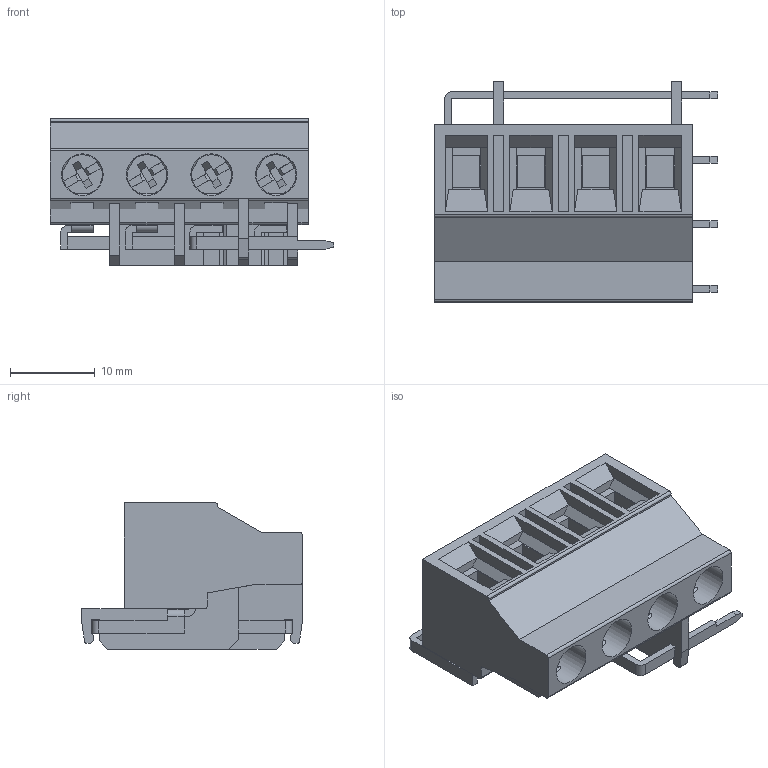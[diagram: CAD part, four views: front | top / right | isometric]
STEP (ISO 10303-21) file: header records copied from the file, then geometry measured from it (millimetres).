
FILE_DESCRIPTION(('STEP AP214'),'1');
FILE_NAME('MV474-7,62-S.stp','2020-06-19T12:26:01',(' '),(' '),'Spatial InterOp 3D',' ',' ');
FILE_SCHEMA(('AUTOMOTIVE_DESIGN { 1 0 10303 214 1 1 1 1 }'));
Length unit declared in the file: metre
Products named in the file (1): 1592574972
Bounding box: 33.48 x 26 x 17.3 mm (x, y, z)
Volume: 5922.7 mm3; surface area: 5083.7 mm2
Topology: 1 solids, 1 shells, 498 faces, 1352 edges, 882 vertices
Faces by surface type: plane 440, cylinder 57, extrusion 1
Full cylindrical faces by diameter (mm): 4.7 x4, 4.9 x4
Entity records: 19639 total; most frequent: CARTESIAN_POINT 2989, ORIENTED_EDGE 2680, DIRECTION 2457, EDGE_CURVE 1340, VECTOR 1197, LINE 1196, VERTEX_POINT 878, AXIS2_PLACEMENT_3D 630
